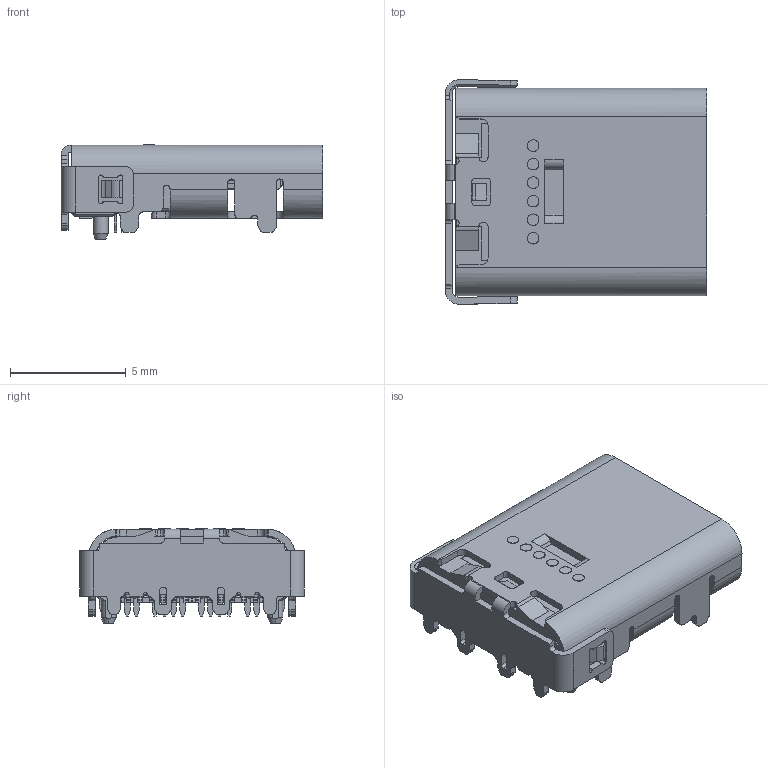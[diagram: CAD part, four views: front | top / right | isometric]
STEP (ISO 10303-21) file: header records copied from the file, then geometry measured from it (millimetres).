
FILE_DESCRIPTION (( 'STEP AP203' ), '1' );
FILE_NAME ('CUI_DEVICES_UJ31-CH-314-SMT-TR.step', '2019-10-22T13:51:55', ( '' ), ( '' ), 'SwSTEP 2.0', 'SolidWorks 2019', '' );
FILE_SCHEMA (( 'CONFIG_CONTROL_DESIGN' ));
Length unit declared in the file: inch
Products named in the file (3): UJ31-CH-31-SMT-TR; CUI_DEVICES_UJ31-CH-314-SMT-TR; UJ31-CH-314-SMT back cover
Assembly tree (2 placements, depth 2):
  CUI_DEVICES_UJ31-CH-314-SMT-TR
    UJ31-CH-31-SMT-TR
    UJ31-CH-314-SMT back cover
Bounding box: 11.3 x 9.7 x 4.08 mm (x, y, z)
Volume: 186.3 mm3; surface area: 735.4 mm2
Topology: 4 solids, 28 shells, 1624 faces, 4689 edges, 3138 vertices
Faces by surface type: plane 1185, cylinder 408, cone 22, bspline 9
Entity records: 54420 total; most frequent: CARTESIAN_POINT 12045, ORIENTED_EDGE 9378, DIRECTION 7873, EDGE_CURVE 4689, LINE 3541, VECTOR 3541, VERTEX_POINT 3138, AXIS2_PLACEMENT_3D 2166
